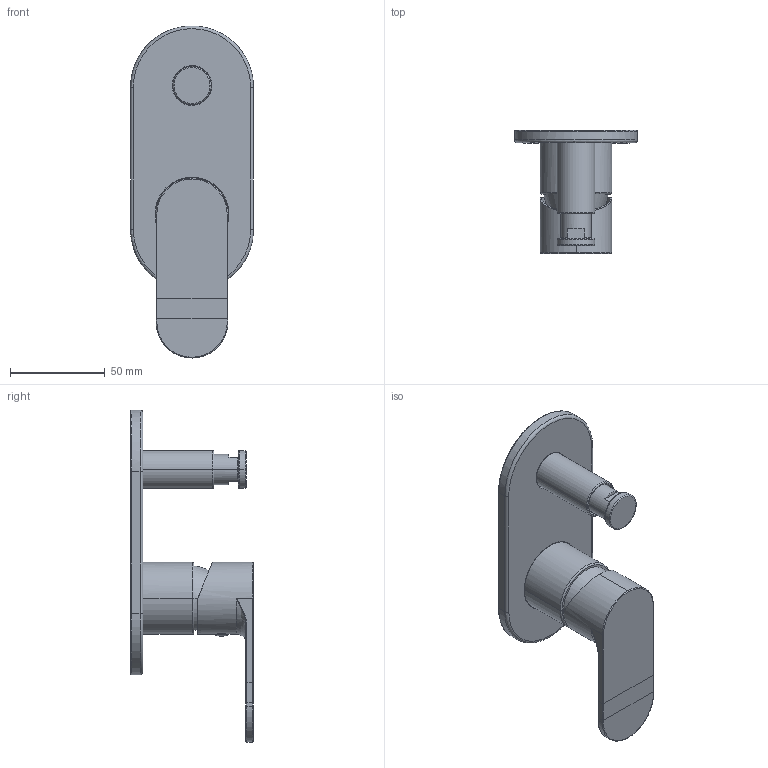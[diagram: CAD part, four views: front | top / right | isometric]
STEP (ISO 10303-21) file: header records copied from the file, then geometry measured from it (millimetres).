
FILE_DESCRIPTION(/* description */ (''),/* implementation_level */ '2;1');
FILE_NAME(/* name */ 'STEP - 164012601.2_2265219',/* time_stamp */ '2024-05-15T16:11:30+10:00',/* author */ (''),/* organization */ (''),/* preprocessor_version */ 'ST-DEVELOPER v16.5',/* originating_system */ 'Rhino 7.23',/* authorisation */ '');
FILE_SCHEMA (('AUTOMOTIVE_DESIGN'));
Length unit declared in the file: millimetre
Products named in the file (12): Document; 1640126012RECE0_ASM; 206026060126; 208000280601; 2080008006011; 2060281801262; 2050508001266; 2020169802263; 2050118016014; 2020304107265; 206094520126; 209010750126
Assembly tree (11 placements, depth 3):
  Document
    1640126012RECE0_ASM
      206026060126
      208000280601
      2080008006011
      2060281801262
      2050508001266
      2020169802263
      2050118016014
      2020304107265
      206094520126
      209010750126
Bounding box: 65 x 64.9 x 175.45 mm (x, y, z)
Volume: 42991.1 mm3; surface area: 53459.8 mm2
Topology: 10 solids, 10 shells, 720 faces, 1890 edges, 1212 vertices
Faces by surface type: plane 495, bspline 122, cylinder 103
Entity records: 26583 total; most frequent: CARTESIAN_POINT 13737, ORIENTED_EDGE 3764, EDGE_CURVE 1882, B_SPLINE_CURVE_WITH_KNOTS 1560, VERTEX_POINT 1212, EDGE_LOOP 768, ADVANCED_FACE 720, FACE_OUTER_BOUND 720
